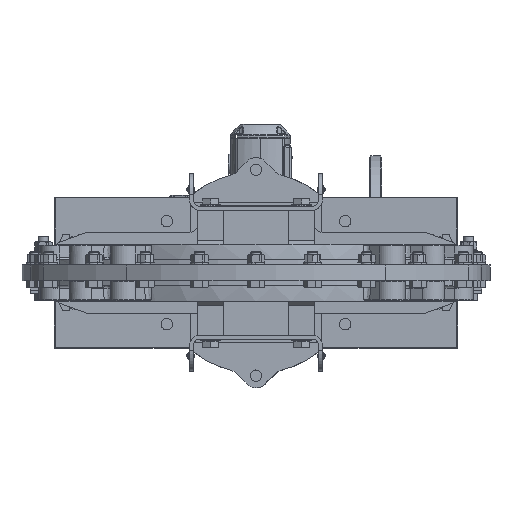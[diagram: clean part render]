
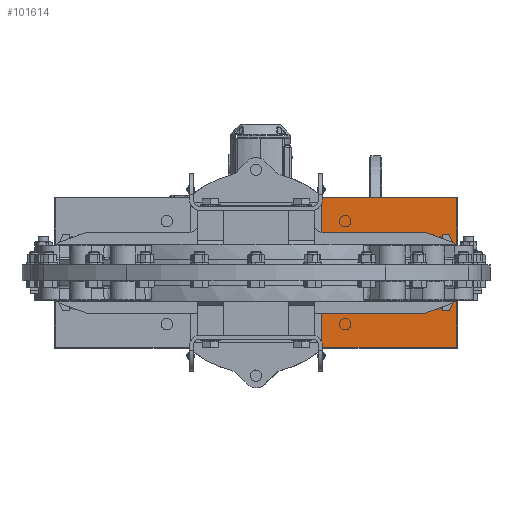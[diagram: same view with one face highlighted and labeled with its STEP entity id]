
A CAD part, front view. The second image highlights one B-rep face of the part: STEP entity #101614.
In plain terms, the highlighted planar face has unit normal (0, 1, 0).
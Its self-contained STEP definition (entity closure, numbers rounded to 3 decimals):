
#10158 = VECTOR ( 'NONE', #76976, 1000. ) ;
#10162 = VECTOR ( 'NONE', #76996, 1000. ) ;
#10169 = VECTOR ( 'NONE', #77027, 1000. ) ;
#10183 = VECTOR ( 'NONE', #77089, 1000. ) ;
#10213 = CIRCLE ( 'NONE', #10237, 20. ) ;
#10226 = CIRCLE ( 'NONE', #10239, 20. ) ;
#10232 = VECTOR ( 'NONE', #77334, 1000. ) ;
#10236 = VECTOR ( 'NONE', #77351, 1000. ) ;
#10237 = AXIS2_PLACEMENT_3D ( 'NONE', #77353, #77355, #77357 ) ;
#10239 = AXIS2_PLACEMENT_3D ( 'NONE', #77361, #77364, #77367 ) ;
#10240 = VECTOR ( 'NONE', #77373, 1000. ) ;
#10241 = VECTOR ( 'NONE', #77378, 1000. ) ;
#10242 = VECTOR ( 'NONE', #77383, 1000. ) ;
#10244 = VECTOR ( 'NONE', #77390, 1000. ) ;
#45099 = EDGE_CURVE ( 'NONE', #153790, #153824, #187420, .T. ) ;
#45103 = EDGE_CURVE ( 'NONE', #153855, #153824, #187428, .T. ) ;
#45108 = EDGE_CURVE ( 'NONE', #55108, #153855, #187438, .T. ) ;
#45116 = EDGE_CURVE ( 'NONE', #55108, #55106, #187444, .T. ) ;
#45154 = EDGE_CURVE ( 'NONE', #148252, #148909, #187496, .T. ) ;
#45157 = EDGE_CURVE ( 'NONE', #153815, #153852, #187502, .T. ) ;
#45158 = EDGE_CURVE ( 'NONE', #153698, #153815, #10213, .T. ) ;
#45159 = EDGE_CURVE ( 'NONE', #153852, #148252, #10226, .T. ) ;
#45160 = EDGE_CURVE ( 'NONE', #55106, #148909, #187504, .T. ) ;
#45161 = EDGE_CURVE ( 'NONE', #153790, #153468, #187506, .T. ) ;
#45162 = EDGE_CURVE ( 'NONE', #153468, #153919, #187508, .T. ) ;
#45163 = EDGE_CURVE ( 'NONE', #153919, #153698, #187510, .T. ) ;
#45717 = PLANE ( 'NONE',  #83351 ) ;
#45718 = CARTESIAN_POINT ( 'NONE',  ( 386.5, 1531., -145. ) ) ;
#45719 = DIRECTION ( 'NONE',  ( 0., 1., 0. ) ) ;
#45720 = DIRECTION ( 'NONE',  ( 0., 0., -1. ) ) ;
#47380 = FACE_OUTER_BOUND ( 'NONE', #129140, .T. ) ;
#55106 = VERTEX_POINT ( 'NONE', #164071 ) ;
#55108 = VERTEX_POINT ( 'NONE', #164077 ) ;
#76974 = CARTESIAN_POINT ( 'NONE',  ( 386.5, 1531., -145. ) ) ;
#76976 = DIRECTION ( 'NONE',  ( 1., 0., 0. ) ) ;
#76994 = CARTESIAN_POINT ( 'NONE',  ( 387.5, 1531., -145. ) ) ;
#76996 = DIRECTION ( 'NONE',  ( 0., 0., -1. ) ) ;
#77024 = CARTESIAN_POINT ( 'NONE',  ( 386.5, 1531., 145. ) ) ;
#77027 = DIRECTION ( 'NONE',  ( 1., 0., 0. ) ) ;
#77087 = CARTESIAN_POINT ( 'NONE',  ( 128.5, 1531., 145. ) ) ;
#77089 = DIRECTION ( 'NONE',  ( 0., 0., 1. ) ) ;
#77331 = CARTESIAN_POINT ( 'NONE',  ( 127.5, 1531., 145. ) ) ;
#77334 = DIRECTION ( 'NONE',  ( 0., 0., 1. ) ) ;
#77349 = CARTESIAN_POINT ( 'NONE',  ( 126.5, 1531., 145. ) ) ;
#77351 = DIRECTION ( 'NONE',  ( 0., 0., 1. ) ) ;
#77353 = CARTESIAN_POINT ( 'NONE',  ( 107.5, 1531., -140. ) ) ;
#77355 = DIRECTION ( 'NONE',  ( 0., -1., 0. ) ) ;
#77357 = DIRECTION ( 'NONE',  ( 0., 0., -1. ) ) ;
#77361 = CARTESIAN_POINT ( 'NONE',  ( 107.5, 1531., 140. ) ) ;
#77364 = DIRECTION ( 'NONE',  ( 0., -1., 0. ) ) ;
#77367 = DIRECTION ( 'NONE',  ( 0., 0., -1. ) ) ;
#77371 = CARTESIAN_POINT ( 'NONE',  ( 128.5, 1531., 160. ) ) ;
#77373 = DIRECTION ( 'NONE',  ( -1., 0., 0. ) ) ;
#77376 = CARTESIAN_POINT ( 'NONE',  ( 128.5, 1531., -145. ) ) ;
#77378 = DIRECTION ( 'NONE',  ( 0., 0., -1. ) ) ;
#77381 = CARTESIAN_POINT ( 'NONE',  ( 128.5, 1531., -160. ) ) ;
#77383 = DIRECTION ( 'NONE',  ( -1., 0., 0. ) ) ;
#77388 = CARTESIAN_POINT ( 'NONE',  ( 127.5, 1531., -145. ) ) ;
#77390 = DIRECTION ( 'NONE',  ( 0., 0., 1. ) ) ;
#83351 = AXIS2_PLACEMENT_3D ( 'NONE', #45718, #45719, #45720 ) ;
#101614 = ADVANCED_FACE ( 'NONE', ( #47380 ), #45717, .T. ) ;
#114801 = ORIENTED_EDGE ( 'NONE', *, *, #45161, .T. ) ;
#114847 = ORIENTED_EDGE ( 'NONE', *, *, #45159, .T. ) ;
#114962 = ORIENTED_EDGE ( 'NONE', *, *, #45162, .T. ) ;
#115107 = ORIENTED_EDGE ( 'NONE', *, *, #45099, .F. ) ;
#115130 = ORIENTED_EDGE ( 'NONE', *, *, #45157, .T. ) ;
#115145 = ORIENTED_EDGE ( 'NONE', *, *, #45103, .T. ) ;
#115153 = ORIENTED_EDGE ( 'NONE', *, *, #45116, .F. ) ;
#115158 = ORIENTED_EDGE ( 'NONE', *, *, #45160, .F. ) ;
#115167 = ORIENTED_EDGE ( 'NONE', *, *, #45108, .T. ) ;
#115192 = ORIENTED_EDGE ( 'NONE', *, *, #45154, .T. ) ;
#115256 = ORIENTED_EDGE ( 'NONE', *, *, #45163, .T. ) ;
#115259 = ORIENTED_EDGE ( 'NONE', *, *, #45158, .T. ) ;
#129140 = EDGE_LOOP ( 'NONE', ( #115259, #115130, #114847, #115192, #115158, #115153, #115167, #115145, #115107, #114801, #114962, #115256 ) ) ;
#148252 = VERTEX_POINT ( 'NONE', #165553 ) ;
#148909 = VERTEX_POINT ( 'NONE', #160282 ) ;
#153468 = VERTEX_POINT ( 'NONE', #161630 ) ;
#153698 = VERTEX_POINT ( 'NONE', #162097 ) ;
#153790 = VERTEX_POINT ( 'NONE', #162155 ) ;
#153815 = VERTEX_POINT ( 'NONE', #162177 ) ;
#153824 = VERTEX_POINT ( 'NONE', #162194 ) ;
#153852 = VERTEX_POINT ( 'NONE', #162245 ) ;
#153855 = VERTEX_POINT ( 'NONE', #162251 ) ;
#153919 = VERTEX_POINT ( 'NONE', #162354 ) ;
#160282 = CARTESIAN_POINT ( 'NONE',  ( 127.5, 1531., 160. ) ) ;
#161630 = CARTESIAN_POINT ( 'NONE',  ( 128.5, 1531., -160. ) ) ;
#162097 = CARTESIAN_POINT ( 'NONE',  ( 127.5, 1531., -140. ) ) ;
#162155 = CARTESIAN_POINT ( 'NONE',  ( 128.5, 1531., -145. ) ) ;
#162177 = CARTESIAN_POINT ( 'NONE',  ( 126.5, 1531., -133.755 ) ) ;
#162194 = CARTESIAN_POINT ( 'NONE',  ( 387.5, 1531., -145. ) ) ;
#162245 = CARTESIAN_POINT ( 'NONE',  ( 126.5, 1531., 133.755 ) ) ;
#162251 = CARTESIAN_POINT ( 'NONE',  ( 387.5, 1531., 145. ) ) ;
#162354 = CARTESIAN_POINT ( 'NONE',  ( 127.5, 1531., -160. ) ) ;
#164071 = CARTESIAN_POINT ( 'NONE',  ( 128.5, 1531., 160. ) ) ;
#164077 = CARTESIAN_POINT ( 'NONE',  ( 128.5, 1531., 145. ) ) ;
#165553 = CARTESIAN_POINT ( 'NONE',  ( 127.5, 1531., 140. ) ) ;
#187420 = LINE ( 'NONE', #76974, #10158 ) ;
#187428 = LINE ( 'NONE', #76994, #10162 ) ;
#187438 = LINE ( 'NONE', #77024, #10169 ) ;
#187444 = LINE ( 'NONE', #77087, #10183 ) ;
#187496 = LINE ( 'NONE', #77331, #10232 ) ;
#187502 = LINE ( 'NONE', #77349, #10236 ) ;
#187504 = LINE ( 'NONE', #77371, #10240 ) ;
#187506 = LINE ( 'NONE', #77376, #10241 ) ;
#187508 = LINE ( 'NONE', #77381, #10242 ) ;
#187510 = LINE ( 'NONE', #77388, #10244 ) ;
